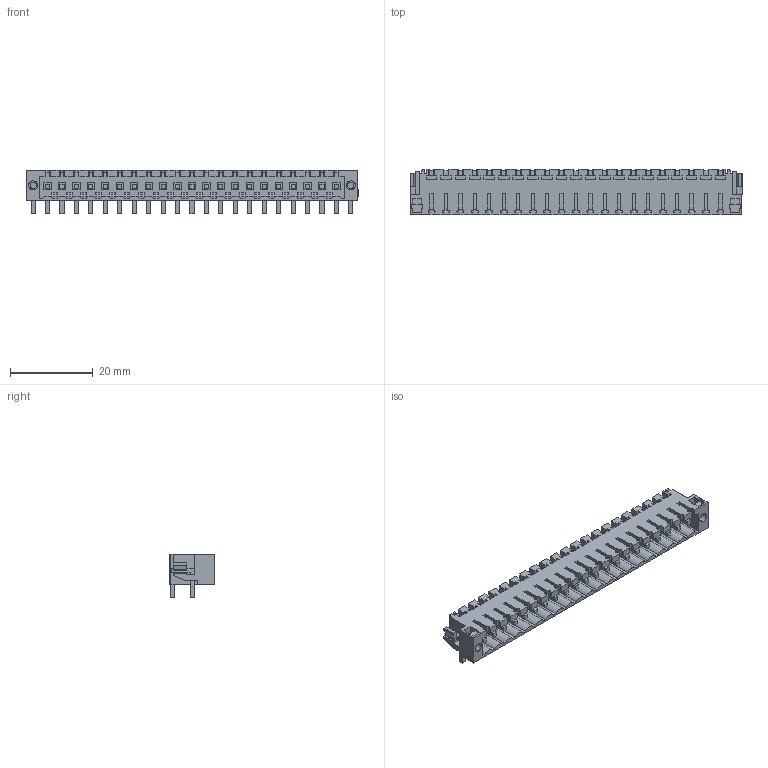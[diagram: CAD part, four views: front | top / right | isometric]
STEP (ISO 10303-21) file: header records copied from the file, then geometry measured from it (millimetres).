
FILE_DESCRIPTION(('CATIA V5 STEP Exchange','CAx-IF Rec.Pracs.--- Model Styling and Organization---1.2---2011-12-15'),'2;1');
FILE_NAME ('D1457220_0_1842040000_1842040000.stp','2018-03-14T12:47:45+00:00',('none'),('Weidmueller'),'CATIA Version 5-6 Release 2014','CATIA V5 STEP AP214','none');
FILE_SCHEMA(('AUTOMOTIVE_DESIGN { 1 0 10303 214 1 1 1 1 }'));
Length unit declared in the file: millimetre
Products named in the file (1): 1842040000
Bounding box: 80.45 x 11.05 x 10.65 mm (x, y, z)
Volume: 2850.3 mm3; surface area: 7659.3 mm2
Topology: 24 solids, 24 shells, 1565 faces, 4746 edges, 3272 vertices
Faces by surface type: plane 1448, cylinder 117
Entity records: 50477 total; most frequent: ORIENTED_EDGE 9492, CARTESIAN_POINT 8906, DIRECTION 6474, EDGE_CURVE 4746, VECTOR 4512, LINE 4512, VERTEX_POINT 3272, EDGE_LOOP 1658
